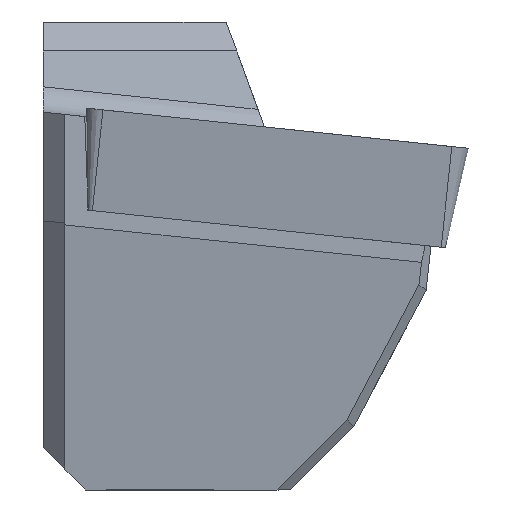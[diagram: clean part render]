
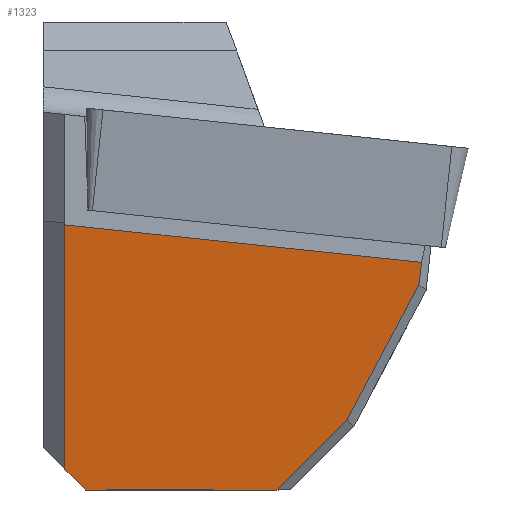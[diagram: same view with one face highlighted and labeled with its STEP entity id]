
A CAD part, left-side view. The second image highlights one B-rep face of the part: STEP entity #1323.
In plain terms, the highlighted planar face has unit normal (-0.993, 0.013, -0.121).
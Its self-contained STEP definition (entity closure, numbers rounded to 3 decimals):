
#3 = VECTOR ( 'NONE', #3063, 1000. ) ;
#94 = EDGE_CURVE ( 'NONE', #2348, #1919, #2514, .T. ) ;
#113 = ORIENTED_EDGE ( 'NONE', *, *, #94, .F. ) ;
#508 = VERTEX_POINT ( 'NONE', #1338 ) ;
#633 = ORIENTED_EDGE ( 'NONE', *, *, #2364, .T. ) ;
#651 = LINE ( 'NONE', #1928, #1113 ) ;
#749 = ORIENTED_EDGE ( 'NONE', *, *, #1068, .F. ) ;
#777 = CARTESIAN_POINT ( 'NONE',  ( 0.442, -0.506, -1.768 ) ) ;
#847 = CARTESIAN_POINT ( 'NONE',  ( 0.442, 0.27, -1.686 ) ) ;
#945 = DIRECTION ( 'NONE',  ( 0.013, 1., 0. ) ) ;
#1008 = VECTOR ( 'NONE', #1038, 1000. ) ;
#1038 = DIRECTION ( 'NONE',  ( -0.121, 0., 0.993 ) ) ;
#1051 = ORIENTED_EDGE ( 'NONE', *, *, #1260, .F. ) ;
#1068 = EDGE_CURVE ( 'NONE', #3489, #2348, #1199, .T. ) ;
#1113 = VECTOR ( 'NONE', #3330, 1000. ) ;
#1133 = VERTEX_POINT ( 'NONE', #1651 ) ;
#1199 = LINE ( 'NONE', #1976, #1629 ) ;
#1260 = EDGE_CURVE ( 'NONE', #1317, #3489, #1847, .T. ) ;
#1317 = VERTEX_POINT ( 'NONE', #1737 ) ;
#1323 = ADVANCED_FACE ( 'NONE', ( #1801 ), #2874, .T. ) ;
#1338 = CARTESIAN_POINT ( 'NONE',  ( 0.442, -8.889, -2.649 ) ) ;
#1482 = DIRECTION ( 'NONE',  ( -0.121, 0., 0.993 ) ) ;
#1629 = VECTOR ( 'NONE', #2213, 1000. ) ;
#1651 = CARTESIAN_POINT ( 'NONE',  ( 0.917, -7.141, -6.353 ) ) ;
#1655 = CARTESIAN_POINT ( 'NONE',  ( 0.442, -8.89, -2.648 ) ) ;
#1665 = CARTESIAN_POINT ( 'NONE',  ( 1.21, -0.016, -8. ) ) ;
#1680 = CARTESIAN_POINT ( 'NONE',  ( 1.197, -1., -8. ) ) ;
#1737 = CARTESIAN_POINT ( 'NONE',  ( 1.139, -5.494, -8. ) ) ;
#1801 = FACE_OUTER_BOUND ( 'NONE', #3298, .T. ) ;
#1813 = LINE ( 'NONE', #3505, #2028 ) ;
#1847 = LINE ( 'NONE', #1665, #2117 ) ;
#1852 = LINE ( 'NONE', #1655, #3 ) ;
#1875 = ORIENTED_EDGE ( 'NONE', *, *, #2742, .T. ) ;
#1919 = VERTEX_POINT ( 'NONE', #777 ) ;
#1928 = CARTESIAN_POINT ( 'NONE',  ( 0.961, -6.812, -6.682 ) ) ;
#1976 = CARTESIAN_POINT ( 'NONE',  ( 1.084, 0.037, -6.963 ) ) ;
#1978 = AXIS2_PLACEMENT_3D ( 'NONE', #2321, #3133, #1482 ) ;
#2028 = VECTOR ( 'NONE', #2388, 1000. ) ;
#2032 = VECTOR ( 'NONE', #3032, 1000. ) ;
#2117 = VECTOR ( 'NONE', #945, 1000. ) ;
#2213 = DIRECTION ( 'NONE',  ( -0.077, 0.705, 0.705 ) ) ;
#2321 = CARTESIAN_POINT ( 'NONE',  ( 0.229, -0.003, 0.028 ) ) ;
#2348 = VERTEX_POINT ( 'NONE', #2971 ) ;
#2364 = EDGE_CURVE ( 'NONE', #1133, #2783, #1813, .T. ) ;
#2388 = DIRECTION ( 'NONE',  ( -0.113, -0.466, 0.877 ) ) ;
#2514 = LINE ( 'NONE', #3509, #1008 ) ;
#2678 = EDGE_CURVE ( 'NONE', #1317, #1133, #651, .T. ) ;
#2742 = EDGE_CURVE ( 'NONE', #2783, #508, #1852, .T. ) ;
#2755 = CARTESIAN_POINT ( 'NONE',  ( 0.507, -8.831, -3.175 ) ) ;
#2783 = VERTEX_POINT ( 'NONE', #2755 ) ;
#2818 = EDGE_CURVE ( 'NONE', #508, #1919, #3501, .T. ) ;
#2874 = PLANE ( 'NONE',  #1978 ) ;
#2971 = CARTESIAN_POINT ( 'NONE',  ( 1.143, -0.506, -7.506 ) ) ;
#3032 = DIRECTION ( 'NONE',  ( 0., 0.995, 0.105 ) ) ;
#3063 = DIRECTION ( 'NONE',  ( -0.122, -0.11, 0.986 ) ) ;
#3124 = ORIENTED_EDGE ( 'NONE', *, *, #2678, .T. ) ;
#3133 = DIRECTION ( 'NONE',  ( -0.993, 0.013, -0.121 ) ) ;
#3298 = EDGE_LOOP ( 'NONE', ( #1051, #3124, #633, #1875, #3350, #113, #749 ) ) ;
#3330 = DIRECTION ( 'NONE',  ( -0.095, -0.704, 0.704 ) ) ;
#3350 = ORIENTED_EDGE ( 'NONE', *, *, #2818, .T. ) ;
#3489 = VERTEX_POINT ( 'NONE', #1680 ) ;
#3501 = LINE ( 'NONE', #847, #2032 ) ;
#3505 = CARTESIAN_POINT ( 'NONE',  ( 0.652, -8.235, -4.295 ) ) ;
#3509 = CARTESIAN_POINT ( 'NONE',  ( 0.223, -0.506, 0.027 ) ) ;
